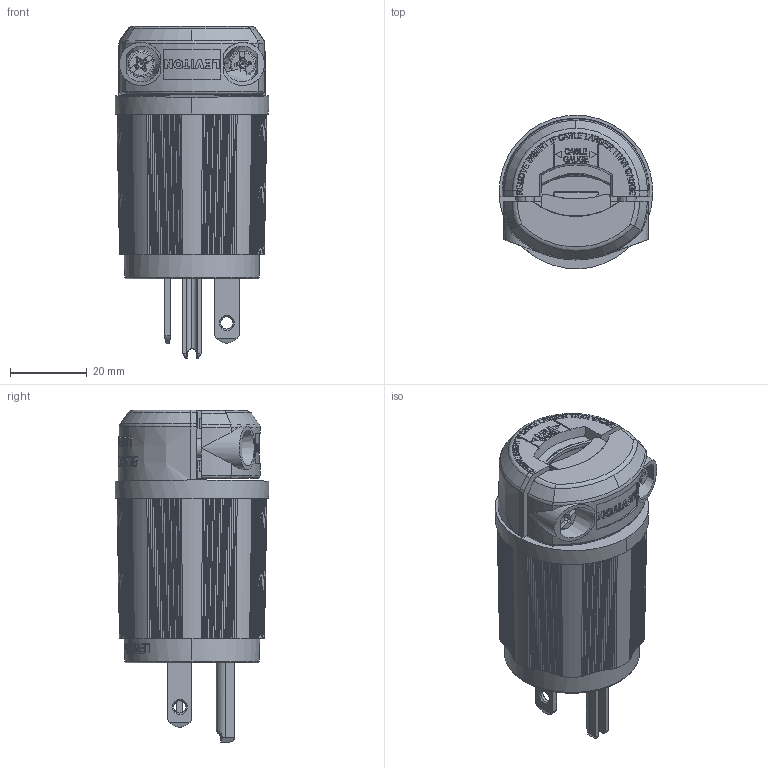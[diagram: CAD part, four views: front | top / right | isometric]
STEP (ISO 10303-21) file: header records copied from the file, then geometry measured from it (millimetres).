
FILE_DESCRIPTION (( 'STEP AP214' ), '1' );
FILE_NAME ('ORC5400-M02.STEP', '2025-10-13T18:31:55', ( '' ), ( '' ), 'SwSTEP 2.0', 'SolidWorks 2024', '' );
FILE_SCHEMA (( 'AUTOMOTIVE_DESIGN' ));
Products named in the file (1): ORC5400-M02
Bounding box: 40.09 x 40.12 x 86.72 mm (x, y, z)
Volume: 68812 mm3; surface area: 23382.9 mm2
Topology: 1 solids, 18 shells, 3799 faces, 10485 edges, 6916 vertices
Faces by surface type: plane 1549, bspline 1474, cone 489, cylinder 194, torus 85, sphere 8
Entity records: 210695 total; most frequent: CARTESIAN_POINT 125331, ORIENTED_EDGE 20966, DIRECTION 13036, EDGE_CURVE 10483, VERTEX_POINT 6916, AXIS2_PLACEMENT_3D 4485, VECTOR 4066, LINE 4066
